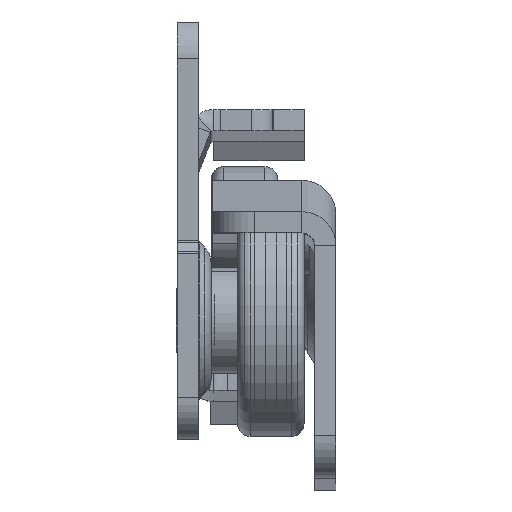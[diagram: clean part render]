
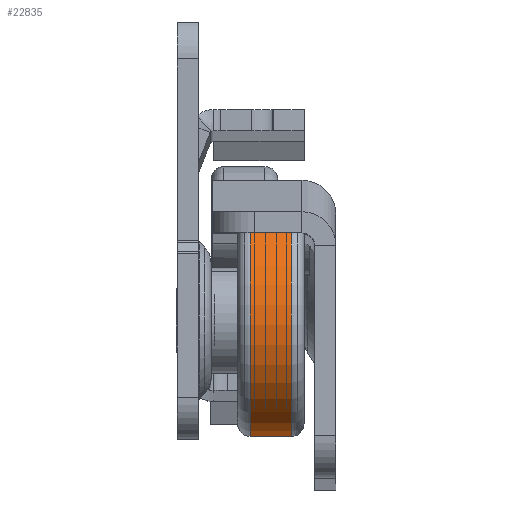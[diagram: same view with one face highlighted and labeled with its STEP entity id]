
A CAD part, top view. The second image highlights one B-rep face of the part: STEP entity #22835.
In plain terms, the highlighted cylindrical face has radius 11 mm (diameter 22 mm), a partial arc.
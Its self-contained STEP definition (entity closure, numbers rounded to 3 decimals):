
#1900 = EDGE_CURVE ( 'NONE', #44817, #30593, #38707, .T. ) ;
#3650 = DIRECTION ( 'NONE',  ( -1., 0., 0. ) ) ;
#4345 = CARTESIAN_POINT ( 'NONE',  ( 5.1, 0., 0. ) ) ;
#7009 = ORIENTED_EDGE ( 'NONE', *, *, #12748, .F. ) ;
#7137 = DIRECTION ( 'NONE',  ( 0., 0., 1. ) ) ;
#7935 = VECTOR ( 'NONE', #42175, 1000. ) ;
#8691 = CARTESIAN_POINT ( 'NONE',  ( 1.2, 0., 11. ) ) ;
#8707 = DIRECTION ( 'NONE',  ( 0., 0., 1. ) ) ;
#12748 = EDGE_CURVE ( 'NONE', #31340, #13128, #26817, .T. ) ;
#13128 = VERTEX_POINT ( 'NONE', #8691 ) ;
#14470 = EDGE_CURVE ( 'NONE', #13128, #30593, #57203, .T. ) ;
#17286 = AXIS2_PLACEMENT_3D ( 'NONE', #51283, #3650, #7137 ) ;
#22835 = ADVANCED_FACE ( 'NONE', ( #28046 ), #40907, .T. ) ;
#23378 = ORIENTED_EDGE ( 'NONE', *, *, #14470, .F. ) ;
#24915 = CARTESIAN_POINT ( 'NONE',  ( 1.2, 0., -11. ) ) ;
#25536 = DIRECTION ( 'NONE',  ( -1., 0., 0. ) ) ;
#26817 = LINE ( 'NONE', #30605, #45010 ) ;
#28046 = FACE_OUTER_BOUND ( 'NONE', #35293, .T. ) ;
#29663 = CARTESIAN_POINT ( 'NONE',  ( 0., 0., -11. ) ) ;
#29783 = ORIENTED_EDGE ( 'NONE', *, *, #1900, .T. ) ;
#30593 = VERTEX_POINT ( 'NONE', #24915 ) ;
#30605 = CARTESIAN_POINT ( 'NONE',  ( 0., 0., 11. ) ) ;
#30652 = EDGE_CURVE ( 'NONE', #31340, #44817, #46172, .T. ) ;
#31340 = VERTEX_POINT ( 'NONE', #43236 ) ;
#35293 = EDGE_LOOP ( 'NONE', ( #56335, #29783, #23378, #7009 ) ) ;
#35592 = AXIS2_PLACEMENT_3D ( 'NONE', #36251, #53915, #49557 ) ;
#36251 = CARTESIAN_POINT ( 'NONE',  ( 0., 0., 0. ) ) ;
#38707 = LINE ( 'NONE', #29663, #7935 ) ;
#39084 = DIRECTION ( 'NONE',  ( -1., 0., 0. ) ) ;
#40907 = CYLINDRICAL_SURFACE ( 'NONE', #35592, 11. ) ;
#41358 = CARTESIAN_POINT ( 'NONE',  ( 5.1, 0., -11. ) ) ;
#42175 = DIRECTION ( 'NONE',  ( -1., 0., 0. ) ) ;
#43236 = CARTESIAN_POINT ( 'NONE',  ( 5.1, 0., 11. ) ) ;
#44817 = VERTEX_POINT ( 'NONE', #41358 ) ;
#45010 = VECTOR ( 'NONE', #39084, 1000. ) ;
#46172 = CIRCLE ( 'NONE', #51753, 11. ) ;
#49557 = DIRECTION ( 'NONE',  ( 0., 0., 1. ) ) ;
#51283 = CARTESIAN_POINT ( 'NONE',  ( 1.2, 0., 0. ) ) ;
#51753 = AXIS2_PLACEMENT_3D ( 'NONE', #4345, #25536, #8707 ) ;
#53915 = DIRECTION ( 'NONE',  ( -1., 0., 0. ) ) ;
#56335 = ORIENTED_EDGE ( 'NONE', *, *, #30652, .T. ) ;
#57203 = CIRCLE ( 'NONE', #17286, 11. ) ;
